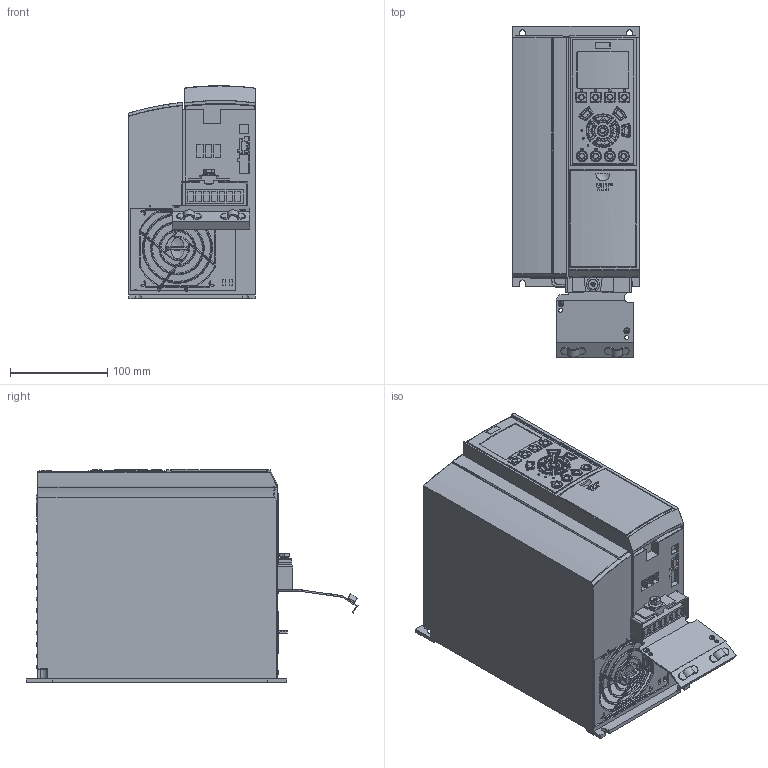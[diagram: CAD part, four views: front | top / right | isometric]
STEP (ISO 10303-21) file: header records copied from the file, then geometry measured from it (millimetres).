
FILE_DESCRIPTION((''),'2;1');
FILE_NAME('DANFOSS-FC100-A3-IP20-B-032_ASM','2019-09-05T',('U322080'),(''),'CREO PARAMETRIC BY PTC INC, 2018070','CREO PARAMETRIC BY PTC INC, 2018070','');
FILE_SCHEMA(('CONFIG_CONTROL_DESIGN'));
Products named in the file (8): DANFOSS-FC100-A3-IP20-B-032_3_1; DANFOSS-FC100-A3-IP20-B-032_3_2; DANFOSS-FC100-A3-IP20-B-032_3_3; DANFOSS-FC100-A3-IP20-B-032_3_4; DANFOSS-FC100-A3-IP20-B-032_3_5; DANFOSS-FC100-A3-IP20-B-032_3_6; DANFOSS-FC100-A3-IP20-B-032_32_ASM; DANFOSS-FC100-A3-IP20-B-032_ASM
Assembly tree (7 placements, depth 3):
  DANFOSS-FC100-A3-IP20-B-032_ASM
    DANFOSS-FC100-A3-IP20-B-032_32_ASM
      DANFOSS-FC100-A3-IP20-B-032_3_1
      DANFOSS-FC100-A3-IP20-B-032_3_2
      DANFOSS-FC100-A3-IP20-B-032_3_3
      DANFOSS-FC100-A3-IP20-B-032_3_4
      DANFOSS-FC100-A3-IP20-B-032_3_5
      DANFOSS-FC100-A3-IP20-B-032_3_6
Bounding box: 131.03 x 341 x 219.5 mm (x, y, z)
Surface area: 304226.2 mm2 (no closed solid volume)
Topology: 0 solids, 22 shells, 2848 faces, 7081 edges, 4265 vertices
Faces by surface type: cylinder 1001, plane 757, bspline 680, torus 274, sphere 81, cone 31, extrusion 24
Entity records: 148845 total; most frequent: CARTESIAN_POINT 55123, ORIENTED_EDGE 14020, DIRECTION 10770, PRESENTATION_STYLE_ASSIGNMENT 8660, STYLED_ITEM 7016, CURVE_STYLE 7010, EDGE_CURVE 7010, VERTEX_POINT 4259
